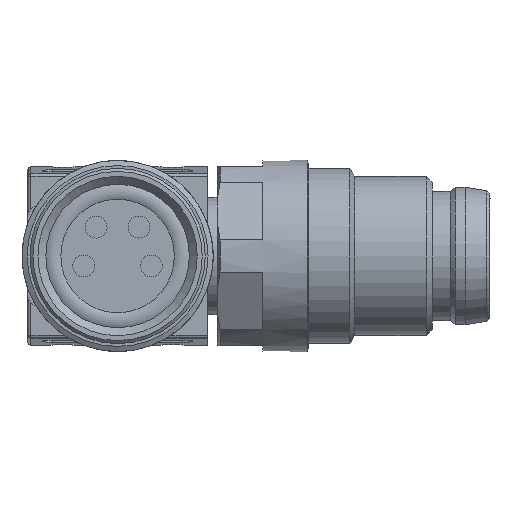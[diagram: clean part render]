
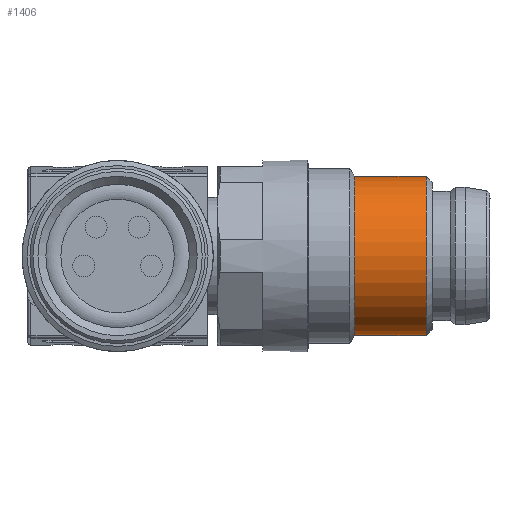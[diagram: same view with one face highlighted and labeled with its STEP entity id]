
A CAD part, front view. The second image highlights one B-rep face of the part: STEP entity #1406.
In plain terms, the highlighted cylindrical face has radius 4 mm (diameter 8 mm), a full revolution.
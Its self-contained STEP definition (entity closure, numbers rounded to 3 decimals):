
#1406=ADVANCED_FACE('',(#1811,#1812),#1657,.T.);
#1657=CYLINDRICAL_SURFACE('',#5431,4.);
#1811=FACE_BOUND('',#2051,.T.);
#1812=FACE_BOUND('',#2052,.T.);
#2051=EDGE_LOOP('',(#2781));
#2052=EDGE_LOOP('',(#2782));
#2781=ORIENTED_EDGE('',*,*,#4460,.F.);
#2782=ORIENTED_EDGE('',*,*,#4488,.T.);
#3900=VERTEX_POINT('',#8006);
#3928=VERTEX_POINT('',#8065);
#4460=EDGE_CURVE('',#3900,#3900,#5027,.T.);
#4488=EDGE_CURVE('',#3928,#3928,#5043,.T.);
#5027=CIRCLE('',#5410,4.);
#5043=CIRCLE('',#5429,4.);
#5410=AXIS2_PLACEMENT_3D('',#8005,#6295,#6296);
#5429=AXIS2_PLACEMENT_3D('',#8064,#6345,#6346);
#5431=AXIS2_PLACEMENT_3D('',#8067,#6349,#6350);
#6295=DIRECTION('',(-1.,0.,0.));
#6296=DIRECTION('',(0.,0.,-1.));
#6345=DIRECTION('',(-1.,0.,0.));
#6346=DIRECTION('',(0.,0.,-1.));
#6349=DIRECTION('',(-1.,0.,0.));
#6350=DIRECTION('',(0.,0.,1.));
#8005=CARTESIAN_POINT('',(48.,96.9,43.8));
#8006=CARTESIAN_POINT('',(48.,96.9,39.8));
#8064=CARTESIAN_POINT('',(51.6,96.9,43.8));
#8065=CARTESIAN_POINT('',(51.6,96.9,39.8));
#8067=CARTESIAN_POINT('',(41.4,96.9,43.8));
